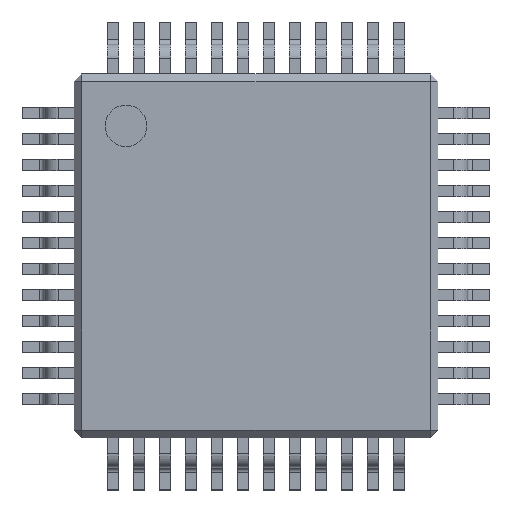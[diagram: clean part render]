
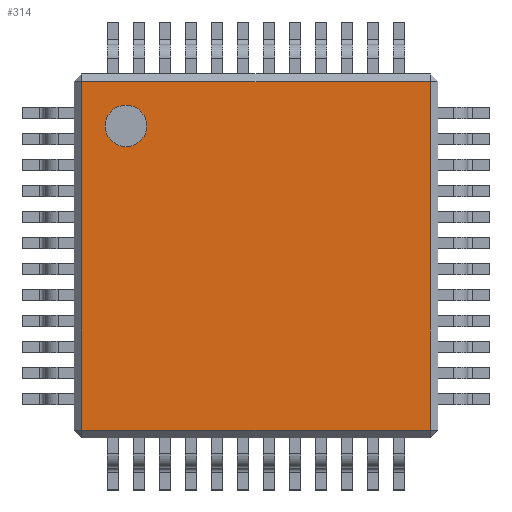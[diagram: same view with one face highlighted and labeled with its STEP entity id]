
A CAD part, top view. The second image highlights one B-rep face of the part: STEP entity #314.
In plain terms, the highlighted planar face has unit normal (0, 0, 1).
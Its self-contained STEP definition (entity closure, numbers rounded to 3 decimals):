
#13=DIRECTION('',(0.,0.,1.));
#14=DIRECTION('',(1.,0.,0.));
#112=VECTOR('',#113,1.);
#113=DIRECTION('',(0.,1.,0.));
#185=VERTEX_POINT('',#186);
#186=CARTESIAN_POINT('',(-3.35,-3.35,1.));
#194=VERTEX_POINT('',#195);
#195=CARTESIAN_POINT('',(-3.35,3.35,1.));
#200=ORIENTED_EDGE('',*,*,#201,.F.);
#201=EDGE_CURVE('',#185,#194,#202,.T.);
#202=LINE('',#203,#112);
#203=CARTESIAN_POINT('',(-3.35,-3.5,1.));
#271=VECTOR('',#14,1.);
#314=ADVANCED_FACE('',(#315,#333),#342,.T.);
#315=FACE_BOUND('',#316,.T.);
#316=EDGE_LOOP('',(#200,#317,#323,#329));
#317=ORIENTED_EDGE('',*,*,#318,.T.);
#318=EDGE_CURVE('',#185,#319,#321,.T.);
#319=VERTEX_POINT('',#320);
#320=CARTESIAN_POINT('',(3.35,-3.35,1.));
#321=LINE('',#322,#271);
#322=CARTESIAN_POINT('',(-3.5,-3.35,1.));
#323=ORIENTED_EDGE('',*,*,#324,.T.);
#324=EDGE_CURVE('',#319,#325,#327,.T.);
#325=VERTEX_POINT('',#326);
#326=CARTESIAN_POINT('',(3.35,3.35,1.));
#327=LINE('',#328,#112);
#328=CARTESIAN_POINT('',(3.35,-3.5,1.));
#329=ORIENTED_EDGE('',*,*,#330,.F.);
#330=EDGE_CURVE('',#194,#325,#331,.T.);
#331=LINE('',#332,#271);
#332=CARTESIAN_POINT('',(-3.5,3.35,1.));
#333=FACE_BOUND('',#334,.T.);
#334=EDGE_LOOP('',(#335));
#335=ORIENTED_EDGE('',*,*,#336,.F.);
#336=EDGE_CURVE('',#337,#337,#339,.T.);
#337=VERTEX_POINT('',#338);
#338=CARTESIAN_POINT('',(-2.1,2.5,1.));
#339=CIRCLE('',#340,0.4);
#340=AXIS2_PLACEMENT_3D('',#341,#13,#14);
#341=CARTESIAN_POINT('',(-2.5,2.5,1.));
#342=PLANE('',#343);
#343=AXIS2_PLACEMENT_3D('',#344,#13,#14);
#344=CARTESIAN_POINT('',(-3.5,-3.5,1.));
